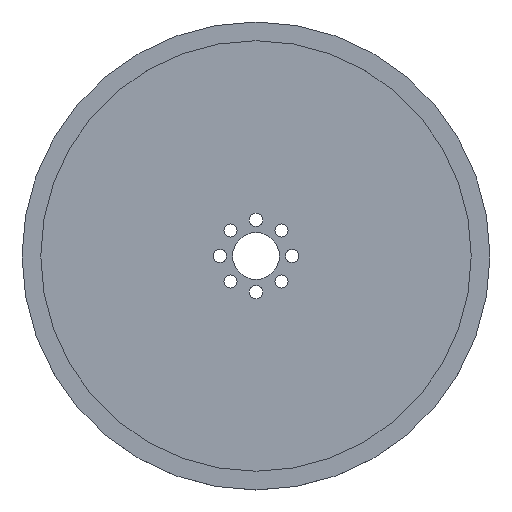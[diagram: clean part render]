
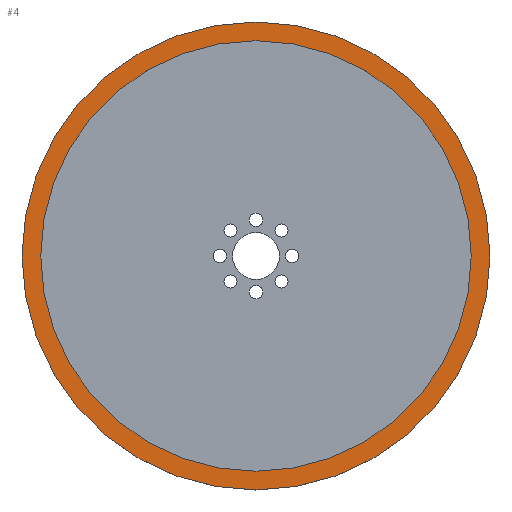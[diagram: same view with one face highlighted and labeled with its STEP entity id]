
A CAD part, top view. The second image highlights one B-rep face of the part: STEP entity #4.
In plain terms, the highlighted planar face has unit normal (0, 0, 1).
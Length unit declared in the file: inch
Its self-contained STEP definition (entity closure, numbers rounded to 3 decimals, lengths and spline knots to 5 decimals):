
#4 = ADVANCED_FACE ( 'NONE', ( #208, #771 ), #225, .T. ) ;
#21 = VERTEX_POINT ( 'NONE', #907 ) ;
#58 = ORIENTED_EDGE ( 'NONE', *, *, #558, .F. ) ;
#62 = DIRECTION ( 'NONE',  ( 1., 0., 0. ) ) ;
#105 = DIRECTION ( 'NONE',  ( 0., 0., 1. ) ) ;
#173 = CARTESIAN_POINT ( 'NONE',  ( 0., 0., 0.115 ) ) ;
#208 = FACE_OUTER_BOUND ( 'NONE', #664, .T. ) ;
#225 = PLANE ( 'NONE',  #652 ) ;
#230 = DIRECTION ( 'NONE',  ( 1., 0., 0. ) ) ;
#247 = CARTESIAN_POINT ( 'NONE',  ( 0., 0., 0.115 ) ) ;
#255 = CARTESIAN_POINT ( 'NONE',  ( 2.5, 0., 0.115 ) ) ;
#272 = DIRECTION ( 'NONE',  ( 0., 0., 1. ) ) ;
#300 = DIRECTION ( 'NONE',  ( 1., 0., 0. ) ) ;
#322 = CARTESIAN_POINT ( 'NONE',  ( -2.5, 0., 0.115 ) ) ;
#375 = CARTESIAN_POINT ( 'NONE',  ( 2.3, 0., 0.115 ) ) ;
#378 = EDGE_CURVE ( 'NONE', #428, #886, #598, .T. ) ;
#385 = DIRECTION ( 'NONE',  ( 0., 0., 1. ) ) ;
#428 = VERTEX_POINT ( 'NONE', #322 ) ;
#443 = CARTESIAN_POINT ( 'NONE',  ( 0., 0., 0.115 ) ) ;
#546 = DIRECTION ( 'NONE',  ( 1., 0., 0. ) ) ;
#548 = CIRCLE ( 'NONE', #641, 2.3 ) ;
#558 = EDGE_CURVE ( 'NONE', #21, #910, #938, .T. ) ;
#589 = ORIENTED_EDGE ( 'NONE', *, *, #887, .F. ) ;
#598 = CIRCLE ( 'NONE', #972, 2.5 ) ;
#641 = AXIS2_PLACEMENT_3D ( 'NONE', #443, #105, #546 ) ;
#652 = AXIS2_PLACEMENT_3D ( 'NONE', #778, #272, #662 ) ;
#662 = DIRECTION ( 'NONE',  ( 1., 0., 0. ) ) ;
#664 = EDGE_LOOP ( 'NONE', ( #956, #681 ) ) ;
#667 = DIRECTION ( 'NONE',  ( 0., 0., 1. ) ) ;
#681 = ORIENTED_EDGE ( 'NONE', *, *, #997, .T. ) ;
#689 = CIRCLE ( 'NONE', #839, 2.5 ) ;
#771 = FACE_BOUND ( 'NONE', #911, .T. ) ;
#778 = CARTESIAN_POINT ( 'NONE',  ( 0., 0., 0.115 ) ) ;
#826 = DIRECTION ( 'NONE',  ( 0., 0., 1. ) ) ;
#839 = AXIS2_PLACEMENT_3D ( 'NONE', #247, #826, #300 ) ;
#863 = AXIS2_PLACEMENT_3D ( 'NONE', #977, #385, #62 ) ;
#886 = VERTEX_POINT ( 'NONE', #255 ) ;
#887 = EDGE_CURVE ( 'NONE', #910, #21, #548, .T. ) ;
#907 = CARTESIAN_POINT ( 'NONE',  ( -2.3, 0., 0.115 ) ) ;
#910 = VERTEX_POINT ( 'NONE', #375 ) ;
#911 = EDGE_LOOP ( 'NONE', ( #58, #589 ) ) ;
#938 = CIRCLE ( 'NONE', #863, 2.3 ) ;
#956 = ORIENTED_EDGE ( 'NONE', *, *, #378, .T. ) ;
#972 = AXIS2_PLACEMENT_3D ( 'NONE', #173, #667, #230 ) ;
#977 = CARTESIAN_POINT ( 'NONE',  ( 0., 0., 0.115 ) ) ;
#997 = EDGE_CURVE ( 'NONE', #886, #428, #689, .T. ) ;
